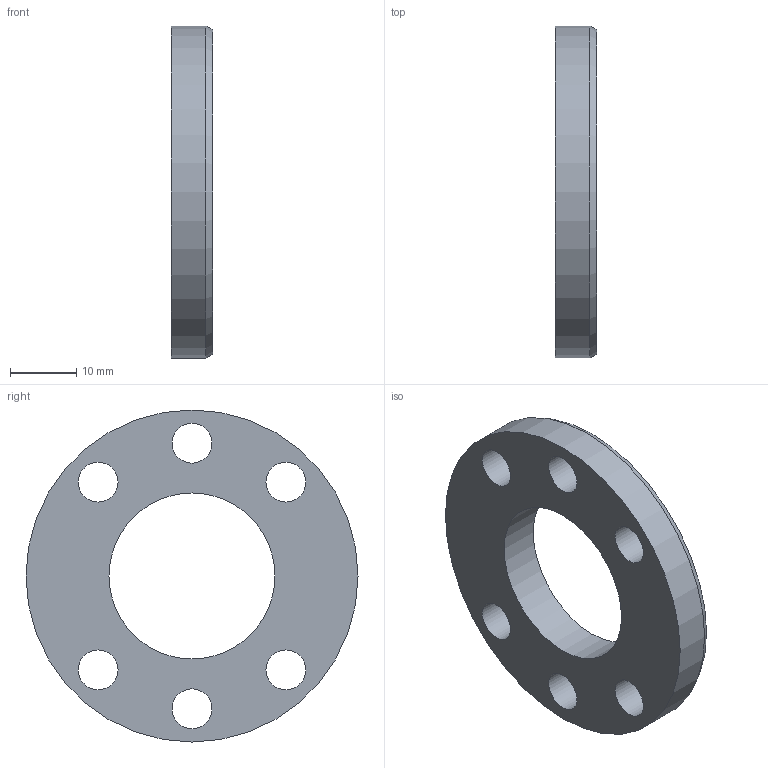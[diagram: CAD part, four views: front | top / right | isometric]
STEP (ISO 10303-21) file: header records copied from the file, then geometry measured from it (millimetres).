
FILE_DESCRIPTION(/* description */ (''),/* implementation_level */ '2;1');
FILE_NAME(/* name */ 'Sólido14_ipt_78edd4a8.STEP',/* time_stamp */ '2019-03-12T18:24:42-05:00',/* author */ ('a4lfr'),/* organization */ (''),/* preprocessor_version */ 'ST-DEVELOPER v17',/* originating_system */ 'Autodesk Inventor 2019',/* authorisation */ '');
FILE_SCHEMA (('AUTOMOTIVE_DESIGN { 1 0 10303 214 3 1 1 }'));
Length unit declared in the file: millimetre
Products named in the file (1): Sólido14
Bounding box: 6.2 x 50 x 50 mm (x, y, z)
Volume: 8033.5 mm3; surface area: 4700.6 mm2
Topology: 1 solids, 1 shells, 11 faces, 34 edges, 25 vertices
Faces by surface type: cylinder 8, plane 2, cone 1
Full cylindrical faces by diameter (mm): 6 x6, 25 x1, 50 x1
Entity records: 494 total; most frequent: DIRECTION 83, CARTESIAN_POINT 71, ORIENTED_EDGE 68, AXIS2_PLACEMENT_3D 37, EDGE_CURVE 34, EDGE_LOOP 25, CIRCLE 25, VERTEX_POINT 25
